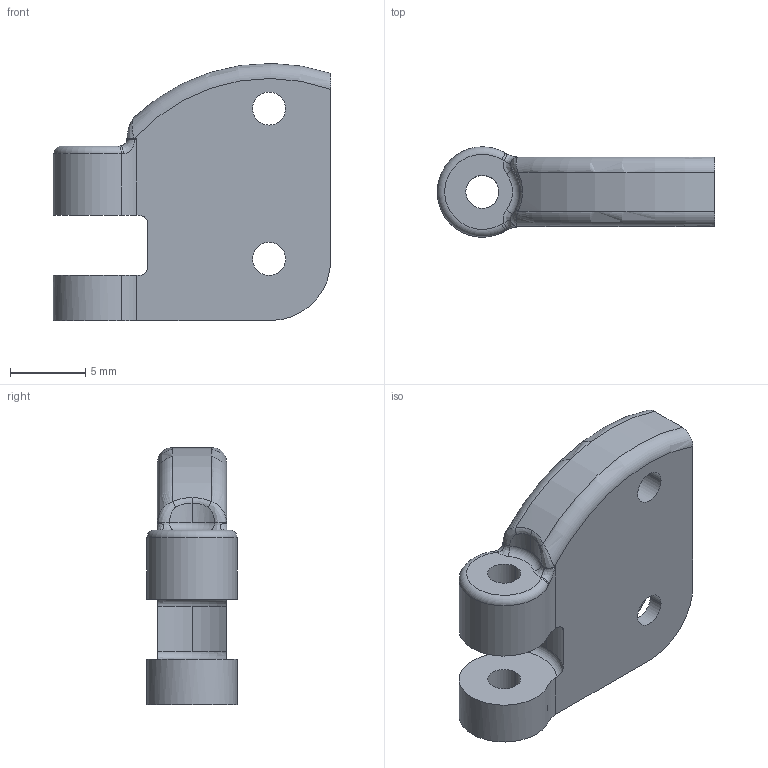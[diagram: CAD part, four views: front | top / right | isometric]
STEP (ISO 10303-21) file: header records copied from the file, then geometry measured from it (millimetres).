
FILE_DESCRIPTION(('CATIA V5 STEP Exchange'),'2;1');
FILE_NAME('Tail Vertical Mount.stp','2024-11-23T09:31:58+00:00',('none'),('none'),'CATIA Version 5 Release 20 GA (IN-10)','CATIA V5 STEP AP203','none');
FILE_SCHEMA(('CONFIG_CONTROL_DESIGN'));
Length unit declared in the file: millimetre
Products named in the file (1): Ornithopter
Bounding box: 18.45 x 6 x 17.1 mm (x, y, z)
Volume: 870.8 mm3; surface area: 1060 mm2
Topology: 1 solids, 1 shells, 65 faces, 174 edges, 109 vertices
Faces by surface type: cylinder 30, bspline 14, plane 11, torus 10
Entity records: 2854 total; most frequent: CARTESIAN_POINT 1369, ORIENTED_EDGE 344, DIRECTION 205, EDGE_CURVE 172, AXIS2_PLACEMENT_3D 115, VERTEX_POINT 109, CIRCLE 76, EDGE_LOOP 75
